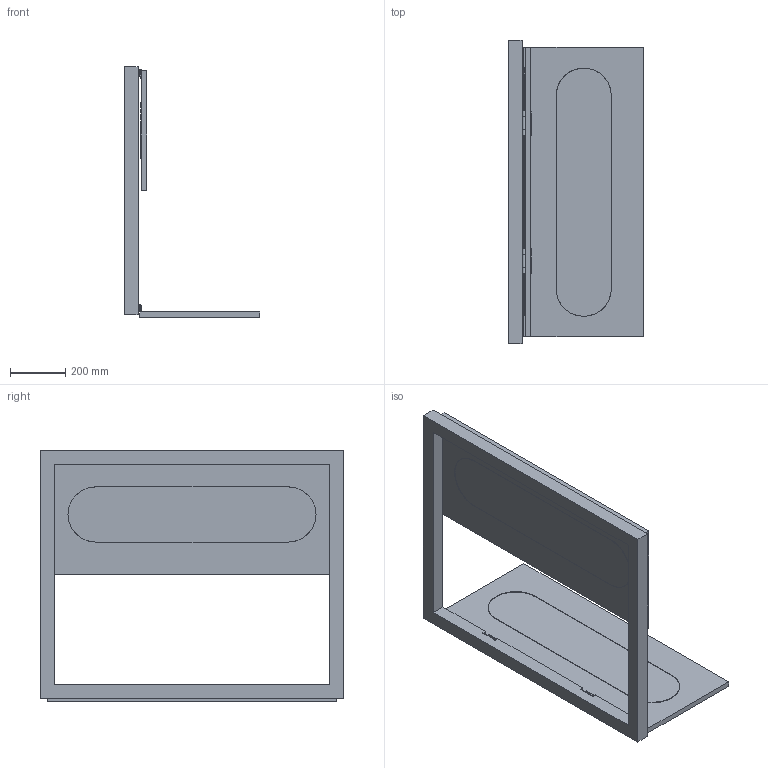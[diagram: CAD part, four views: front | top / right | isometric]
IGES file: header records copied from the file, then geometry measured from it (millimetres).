
Start section: SolidWorks IGES file using analytic representation for surfaces
Global section: file name: B9_KH1064_Assembly.IGS; native system: SolidWorks 2020; preprocessor: SolidWorks 2020; author: anubh; date: 210531.115630; units: millimetre
Bounding box: 490.95 x 1100 x 910.5 mm (x, y, z)
Surface area: 2859101.3 mm2 (no closed solid volume)
Topology: 0 solids, 0 shells, 566 faces, 9616 edges, 9616 vertices
Faces by surface type: revolution 316, bspline 250
